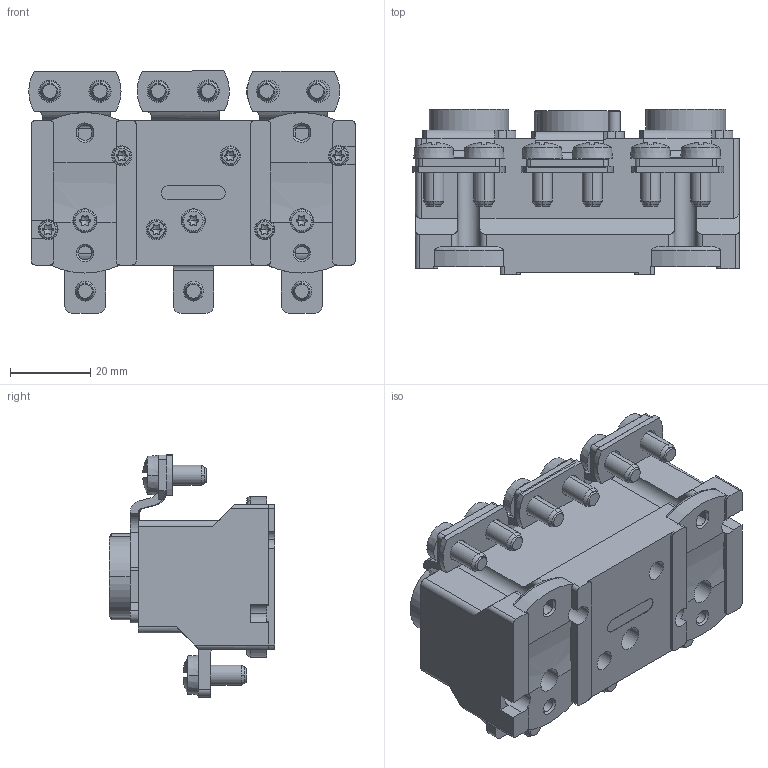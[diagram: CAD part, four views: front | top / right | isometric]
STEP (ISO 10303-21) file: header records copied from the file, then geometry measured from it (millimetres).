
FILE_DESCRIPTION((''),'2;1');
FILE_NAME('002222023_D02_E18_63A_N-M5-K_3P_ASM','2021-05-11T',('marketing.praksa'),('Audax d.o.o.'),'CREO PARAMETRIC BY PTC INC, 2017480','CREO PARAMETRIC BY PTC INC, 2017480','');
FILE_SCHEMA(('AUTOMOTIVE_DESIGN { 1 0 10303 214 1 1 1 1 }'));
Products named in the file (16): E18_NOVJA_1_1_1_1_1; ASDFDSH_ASM_1_1_ASM_1_ASM_1_ASM; CLICK-ON_ASM_1_1_ASM_1_ASM_1_ASM; COPPER_ASM_1_1_ASM_1_ASM_1; 0000060159_1_1_1_2_1_1_1; 0000060159_1_1_2_3_1; M5-SCREW_ASM_1_1_ASM_1_ASM_1_ASM; UN_M5_1_1_1_1_1; UN-SCR_ASM_1_1_ASM_1_ASM_1_ASM; 0000059956_1_1_1_1_1_1_1; 0000059957_1_1_1_1_1_1_1; METAL-1XM5_1; KK_ASM_1_ASM; PRT9548; WL-BASE-3; 002222023_D02_E18_63A_N-M5-K_3P_ASM
Assembly tree (35 placements, depth 3):
  002222023_D02_E18_63A_N-M5-K_3P_ASM
    ASDFDSH_ASM_1_1_ASM_1_ASM_1_ASM
      E18_NOVJA_1_1_1_1_1  x3
    CLICK-ON_ASM_1_1_ASM_1_ASM_1_ASM
    COPPER_ASM_1_1_ASM_1_ASM_1
    M5-SCREW_ASM_1_1_ASM_1_ASM_1_ASM
      0000060159_1_1_1_2_1_1_1  x6
      0000060159_1_1_2_3_1  x3
    UN-SCR_ASM_1_1_ASM_1_ASM_1_ASM
      UN_M5_1_1_1_1_1  x3
    0000059956_1_1_1_1_1_1_1  x3
    0000059957_1_1_1_1_1_1_1  x6
    KK_ASM_1_ASM
      METAL-1XM5_1  x3
    PRT9548
    WL-BASE-3
Bounding box: 81.35 x 41.2 x 60.39 mm (x, y, z)
Volume: 72342.1 mm3; surface area: 39860.3 mm2
Topology: 31 solids, 40 shells, 1375 faces, 3941 edges, 2629 vertices
Faces by surface type: plane 683, cylinder 444, cone 172, torus 58, sphere 18
Entity records: 33246 total; most frequent: CARTESIAN_POINT 5322, DIRECTION 3880, ORIENTED_EDGE 3838, PRESENTATION_STYLE_ASSIGNMENT 2134, STYLED_ITEM 2134, EDGE_CURVE 1925, CURVE_STYLE 1564, AXIS2_PLACEMENT_3D 1403
